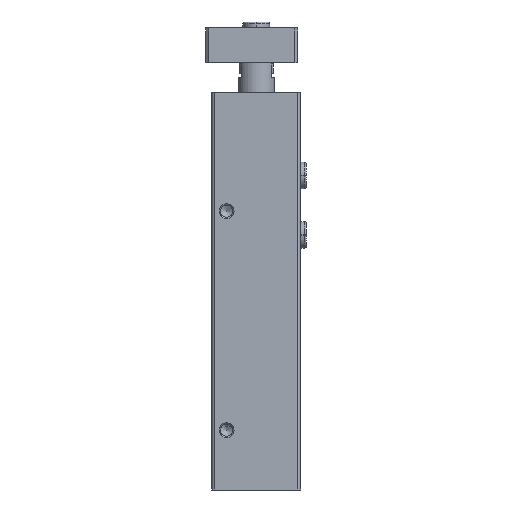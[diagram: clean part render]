
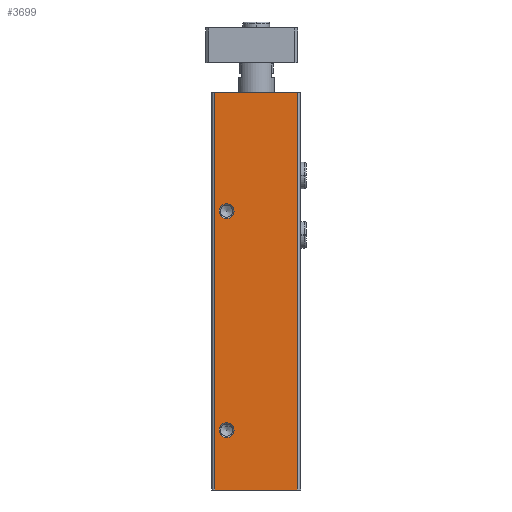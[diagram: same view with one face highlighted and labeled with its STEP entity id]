
A CAD part, left-side view. The second image highlights one B-rep face of the part: STEP entity #3699.
In plain terms, the highlighted planar face has unit normal (-1, 0, 0).
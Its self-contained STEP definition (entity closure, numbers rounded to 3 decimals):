
#63=PLANE('',#4008);
#272=CIRCLE('',#4009,2.5);
#273=CIRCLE('',#4010,2.5);
#482=ORIENTED_EDGE('',*,*,#1479,.T.);
#483=ORIENTED_EDGE('',*,*,#1480,.T.);
#484=ORIENTED_EDGE('',*,*,#1481,.F.);
#485=ORIENTED_EDGE('',*,*,#1482,.F.);
#486=ORIENTED_EDGE('',*,*,#1483,.T.);
#487=ORIENTED_EDGE('',*,*,#1484,.T.);
#1479=EDGE_CURVE('',#1978,#1978,#272,.T.);
#1480=EDGE_CURVE('',#1979,#1979,#273,.T.);
#1481=EDGE_CURVE('',#1980,#1981,#2350,.T.);
#1482=EDGE_CURVE('',#1982,#1980,#2351,.T.);
#1483=EDGE_CURVE('',#1982,#1983,#2352,.T.);
#1484=EDGE_CURVE('',#1983,#1981,#2353,.T.);
#1978=VERTEX_POINT('',#5670);
#1979=VERTEX_POINT('',#5672);
#1980=VERTEX_POINT('',#5674);
#1981=VERTEX_POINT('',#5675);
#1982=VERTEX_POINT('',#5677);
#1983=VERTEX_POINT('',#5679);
#2350=LINE('',#5673,#2607);
#2351=LINE('',#5676,#2608);
#2352=LINE('',#5678,#2609);
#2353=LINE('',#5680,#2610);
#2607=VECTOR('',#4481,1000.);
#2608=VECTOR('',#4482,1000.);
#2609=VECTOR('',#4483,1000.);
#2610=VECTOR('',#4484,1000.);
#2866=EDGE_LOOP('',(#482));
#2867=EDGE_LOOP('',(#483));
#2868=EDGE_LOOP('',(#484,#485,#486,#487));
#3237=FACE_BOUND('',#2866,.T.);
#3238=FACE_BOUND('',#2867,.T.);
#3239=FACE_BOUND('',#2868,.T.);
#3699=ADVANCED_FACE('',(#3237,#3238,#3239),#63,.T.);
#4008=AXIS2_PLACEMENT_3D('',#5668,#4475,#4476);
#4009=AXIS2_PLACEMENT_3D('',#5669,#4477,#4478);
#4010=AXIS2_PLACEMENT_3D('',#5671,#4479,#4480);
#4475=DIRECTION('',(-1.,0.,0.));
#4476=DIRECTION('',(0.,0.,1.));
#4477=DIRECTION('',(1.,0.,0.));
#4478=DIRECTION('',(0.,0.,-1.));
#4479=DIRECTION('',(1.,0.,0.));
#4480=DIRECTION('',(0.,0.,-1.));
#4481=DIRECTION('',(0.,-1.,0.));
#4482=DIRECTION('',(0.,0.,1.));
#4483=DIRECTION('',(0.,-1.,0.));
#4484=DIRECTION('',(0.,0.,1.));
#5668=CARTESIAN_POINT('',(-40.,14.,-134.));
#5669=CARTESIAN_POINT('',(-40.,10.,-113.8));
#5670=CARTESIAN_POINT('',(-40.,10.,-116.3));
#5671=CARTESIAN_POINT('',(-40.,10.,-40.));
#5672=CARTESIAN_POINT('',(-40.,10.,-42.5));
#5673=CARTESIAN_POINT('',(-40.,14.,0.));
#5674=CARTESIAN_POINT('',(-40.,14.,0.));
#5675=CARTESIAN_POINT('',(-40.,-13.8,0.));
#5676=CARTESIAN_POINT('',(-40.,14.,-134.));
#5677=CARTESIAN_POINT('',(-40.,14.,-134.));
#5678=CARTESIAN_POINT('',(-40.,14.,-134.));
#5679=CARTESIAN_POINT('',(-40.,-13.8,-134.));
#5680=CARTESIAN_POINT('',(-40.,-13.8,-134.));
